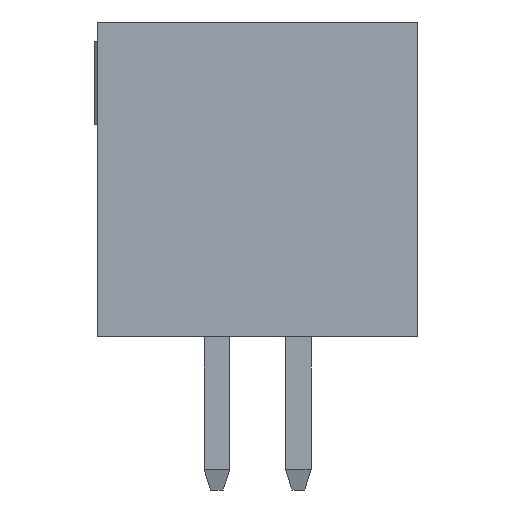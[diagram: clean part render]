
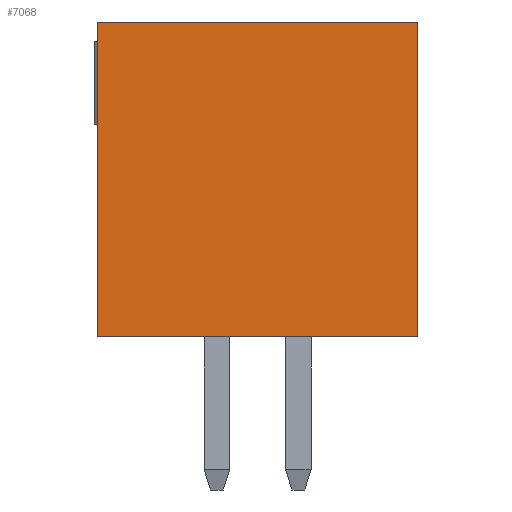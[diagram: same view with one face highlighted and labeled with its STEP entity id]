
A CAD part, front view. The second image highlights one B-rep face of the part: STEP entity #7068.
In plain terms, the highlighted face is planar.
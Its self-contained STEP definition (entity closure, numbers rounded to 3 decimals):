
#381=ORIENTED_EDGE('',*,*,#1688,.F.);
#382=ORIENTED_EDGE('',*,*,#1689,.F.);
#383=ORIENTED_EDGE('',*,*,#1690,.T.);
#384=ORIENTED_EDGE('',*,*,#1691,.T.);
#1688=EDGE_CURVE('',#2336,#2337,#2840,.T.);
#1689=EDGE_CURVE('',#2338,#2336,#2841,.T.);
#1690=EDGE_CURVE('',#2338,#2339,#2842,.T.);
#1691=EDGE_CURVE('',#2339,#2337,#2843,.T.);
#2336=VERTEX_POINT('',#9367);
#2337=VERTEX_POINT('',#9368);
#2338=VERTEX_POINT('',#9370);
#2339=VERTEX_POINT('',#9372);
#2840=LINE('',#9366,#3556);
#2841=LINE('',#9369,#3557);
#2842=LINE('',#9371,#3558);
#2843=LINE('',#9373,#3559);
#3556=VECTOR('',#7972,1000.);
#3557=VECTOR('',#7973,1000.);
#3558=VECTOR('',#7974,1000.);
#3559=VECTOR('',#7975,1000.);
#4114=EDGE_LOOP('',(#381,#382,#383,#384));
#4418=FACE_BOUND('',#4114,.T.);
#4722=PLANE('',#7368);
#7068=ADVANCED_FACE('',(#4418),#4722,.T.);
#7368=AXIS2_PLACEMENT_3D('',#9365,#7970,#7971);
#7970=DIRECTION('',(1.,0.,0.));
#7971=DIRECTION('',(0.,0.,-1.));
#7972=DIRECTION('',(0.,0.,-1.));
#7973=DIRECTION('',(0.,1.,0.));
#7974=DIRECTION('',(0.,0.,-1.));
#7975=DIRECTION('',(0.,1.,0.));
#9365=CARTESIAN_POINT('',(6.35,-2.5,2.45));
#9366=CARTESIAN_POINT('',(6.35,2.5,2.45));
#9367=CARTESIAN_POINT('',(6.35,2.5,2.45));
#9368=CARTESIAN_POINT('',(6.35,2.5,-2.45));
#9369=CARTESIAN_POINT('',(6.35,-2.5,2.45));
#9370=CARTESIAN_POINT('',(6.35,-2.5,2.45));
#9371=CARTESIAN_POINT('',(6.35,-2.5,2.45));
#9372=CARTESIAN_POINT('',(6.35,-2.5,-2.45));
#9373=CARTESIAN_POINT('',(6.35,-2.5,-2.45));
